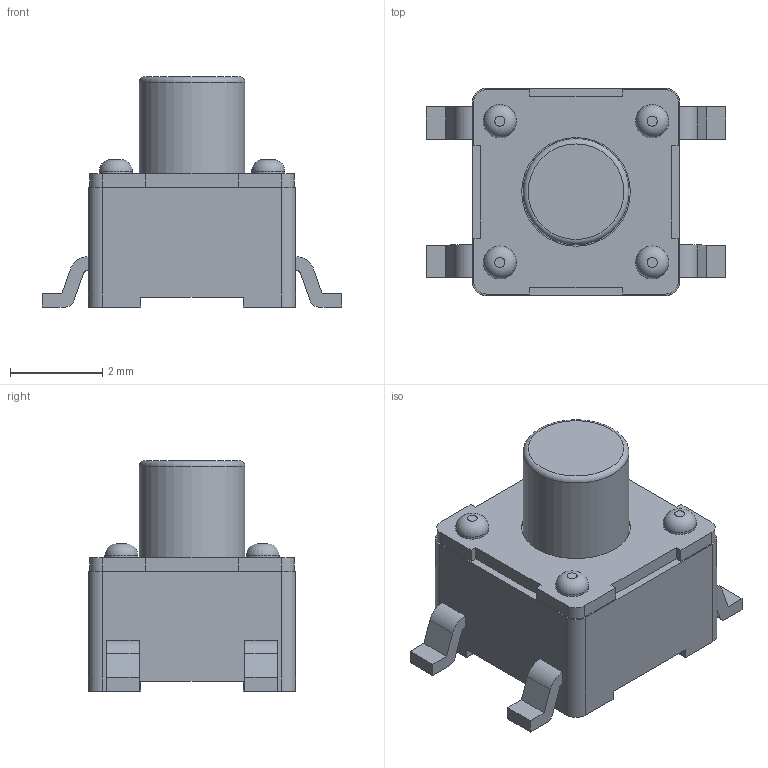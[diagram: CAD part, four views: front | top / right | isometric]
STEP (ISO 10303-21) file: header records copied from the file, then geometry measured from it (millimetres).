
FILE_DESCRIPTION(/* description */ ('Unknown'),/* implementation_level */ '2;1');
FILE_NAME(/* name */ 'PTS647 5mm',/* time_stamp */ '2025-06-24T10:57:17+02:00',/* author */ ('Unknown'),/* organization */ ('Unknown'),/* preprocessor_version */ 'ST-DEVELOPER v18.102',/* originating_system */ 'Solid Edge',/* authorisation */ 'Unknown');
FILE_SCHEMA (('CONFIG_CONTROL_DESIGN'));
Length unit declared in the file: millimetre
Products named in the file (1): PTS647 5mm
Bounding box: 6.5 x 4.5 x 5 mm (x, y, z)
Volume: 65.1 mm3; surface area: 120.8 mm2
Topology: 1 solids, 1 shells, 112 faces, 297 edges, 198 vertices
Faces by surface type: plane 81, cylinder 26, torus 5
Full cylindrical faces by diameter (mm): 0.717 x4, 2.3 x1, 2.36 x1
Entity records: 4166 total; most frequent: CARTESIAN_POINT 587, DIRECTION 564, ORIENTED_EDGE 562, EDGE_CURVE 281, LINE 224, VECTOR 224, VERTEX_POINT 193, AXIS2_PLACEMENT_3D 170
